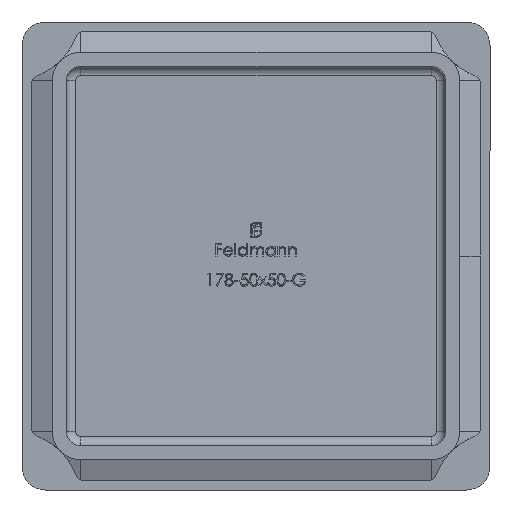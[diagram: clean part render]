
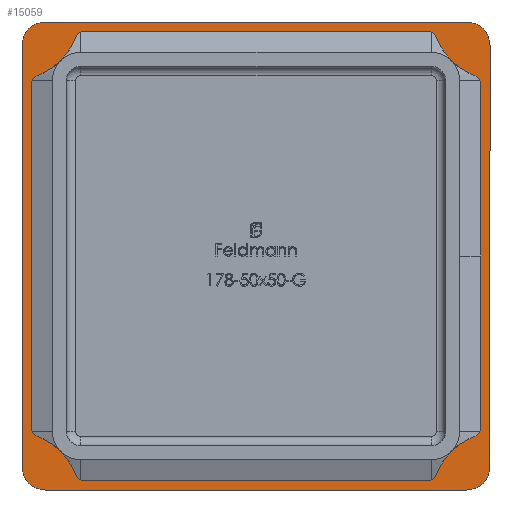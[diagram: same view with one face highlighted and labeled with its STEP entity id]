
A CAD part, front view. The second image highlights one B-rep face of the part: STEP entity #15059.
In plain terms, the highlighted planar face has unit normal (0, -1, 0).
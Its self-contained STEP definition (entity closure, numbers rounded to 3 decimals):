
#70 = CARTESIAN_POINT ( 'NONE',  ( 22.5, 0., 25. ) ) ;
#75 = EDGE_CURVE ( 'NONE', #2763, #21217, #12645, .T. ) ;
#140 = DIRECTION ( 'NONE',  ( 0., 0., -1. ) ) ;
#181 = DIRECTION ( 'NONE',  ( 0., -1., 0. ) ) ;
#294 = VERTEX_POINT ( 'NONE', #9591 ) ;
#618 = ORIENTED_EDGE ( 'NONE', *, *, #5921, .T. ) ;
#832 = CARTESIAN_POINT ( 'NONE',  ( -22.5, 0., -22.5 ) ) ;
#981 = DIRECTION ( 'NONE',  ( 0., -1., 0. ) ) ;
#1149 = CARTESIAN_POINT ( 'NONE',  ( 18.75, 0., -21.75 ) ) ;
#1197 = LINE ( 'NONE', #10752, #18415 ) ;
#1582 = VERTEX_POINT ( 'NONE', #3791 ) ;
#1614 = DIRECTION ( 'NONE',  ( 0., 0., -1. ) ) ;
#1733 = VERTEX_POINT ( 'NONE', #2682 ) ;
#1830 = DIRECTION ( 'NONE',  ( 1., 0., 0. ) ) ;
#1887 = DIRECTION ( 'NONE',  ( 0., 1., 0. ) ) ;
#1954 = DIRECTION ( 'NONE',  ( 0., 0., 1. ) ) ;
#2045 = LINE ( 'NONE', #2950, #12734 ) ;
#2052 = VERTEX_POINT ( 'NONE', #13715 ) ;
#2097 = DIRECTION ( 'NONE',  ( 0., -1., 0. ) ) ;
#2662 = CARTESIAN_POINT ( 'NONE',  ( -18.75, 0., 18.75 ) ) ;
#2682 = CARTESIAN_POINT ( 'NONE',  ( 21.75, 0., 18.75 ) ) ;
#2763 = VERTEX_POINT ( 'NONE', #11350 ) ;
#2818 = EDGE_CURVE ( 'NONE', #14929, #18340, #3358, .T. ) ;
#2854 = CIRCLE ( 'NONE', #11407, 2.5 ) ;
#2869 = CARTESIAN_POINT ( 'NONE',  ( 18.75, 0., 21.75 ) ) ;
#2881 = AXIS2_PLACEMENT_3D ( 'NONE', #9691, #16485, #9828 ) ;
#2936 = CARTESIAN_POINT ( 'NONE',  ( 21.75, 0., 18.75 ) ) ;
#2950 = CARTESIAN_POINT ( 'NONE',  ( -25., 0., -25. ) ) ;
#3041 = DIRECTION ( 'NONE',  ( -1., 0., 0. ) ) ;
#3108 = CARTESIAN_POINT ( 'NONE',  ( -22.5, 0., 22.5 ) ) ;
#3358 = LINE ( 'NONE', #13084, #18835 ) ;
#3387 = CIRCLE ( 'NONE', #2881, 3. ) ;
#3426 = VERTEX_POINT ( 'NONE', #13909 ) ;
#3715 = EDGE_LOOP ( 'NONE', ( #14913, #18649, #14672, #17634, #5959, #13757, #20193, #14318 ) ) ;
#3791 = CARTESIAN_POINT ( 'NONE',  ( 22.5, 0., -25. ) ) ;
#3908 = ORIENTED_EDGE ( 'NONE', *, *, #11049, .T. ) ;
#4019 = EDGE_CURVE ( 'NONE', #4787, #4945, #16343, .T. ) ;
#4136 = EDGE_CURVE ( 'NONE', #5835, #2052, #1197, .T. ) ;
#4219 = AXIS2_PLACEMENT_3D ( 'NONE', #8611, #7203, #13569 ) ;
#4231 = EDGE_LOOP ( 'NONE', ( #9711, #618, #20777, #7543, #7383, #13379, #13807, #3908 ) ) ;
#4787 = VERTEX_POINT ( 'NONE', #7313 ) ;
#4874 = CIRCLE ( 'NONE', #10277, 3. ) ;
#4945 = VERTEX_POINT ( 'NONE', #1149 ) ;
#5348 = PLANE ( 'NONE',  #17877 ) ;
#5575 = EDGE_CURVE ( 'NONE', #3426, #1733, #15637, .T. ) ;
#5597 = AXIS2_PLACEMENT_3D ( 'NONE', #3108, #13290, #14974 ) ;
#5640 = EDGE_CURVE ( 'NONE', #1733, #14929, #3387, .T. ) ;
#5835 = VERTEX_POINT ( 'NONE', #13106 ) ;
#5860 = CARTESIAN_POINT ( 'NONE',  ( -25., 0., 22.5 ) ) ;
#5921 = EDGE_CURVE ( 'NONE', #1582, #2052, #2854, .T. ) ;
#5950 = CARTESIAN_POINT ( 'NONE',  ( -18.75, 0., 21.75 ) ) ;
#5959 = ORIENTED_EDGE ( 'NONE', *, *, #4019, .F. ) ;
#5999 = EDGE_CURVE ( 'NONE', #1582, #13276, #2045, .T. ) ;
#6315 = CIRCLE ( 'NONE', #5597, 2.5 ) ;
#6441 = AXIS2_PLACEMENT_3D ( 'NONE', #6908, #181, #11824 ) ;
#6489 = LINE ( 'NONE', #10269, #20514 ) ;
#6692 = DIRECTION ( 'NONE',  ( 1., 0., 0. ) ) ;
#6908 = CARTESIAN_POINT ( 'NONE',  ( 22.5, 0., 22.5 ) ) ;
#6926 = EDGE_CURVE ( 'NONE', #16601, #294, #19231, .T. ) ;
#7203 = DIRECTION ( 'NONE',  ( 0., -1., 0. ) ) ;
#7313 = CARTESIAN_POINT ( 'NONE',  ( -18.75, 0., -21.75 ) ) ;
#7333 = CIRCLE ( 'NONE', #4219, 3. ) ;
#7383 = ORIENTED_EDGE ( 'NONE', *, *, #19379, .F. ) ;
#7543 = ORIENTED_EDGE ( 'NONE', *, *, #14490, .T. ) ;
#7620 = CIRCLE ( 'NONE', #6441, 2.5 ) ;
#7762 = CARTESIAN_POINT ( 'NONE',  ( 22.5, 0., -22.5 ) ) ;
#7819 = VECTOR ( 'NONE', #19669, 1000. ) ;
#8611 = CARTESIAN_POINT ( 'NONE',  ( -18.75, 0., -18.75 ) ) ;
#8966 = EDGE_CURVE ( 'NONE', #18340, #16601, #18401, .T. ) ;
#9091 = DIRECTION ( 'NONE',  ( 0., 0., 1. ) ) ;
#9406 = VERTEX_POINT ( 'NONE', #70 ) ;
#9489 = EDGE_CURVE ( 'NONE', #4945, #3426, #4874, .T. ) ;
#9591 = CARTESIAN_POINT ( 'NONE',  ( -21.75, 0., -18.75 ) ) ;
#9691 = CARTESIAN_POINT ( 'NONE',  ( 18.75, 0., 18.75 ) ) ;
#9711 = ORIENTED_EDGE ( 'NONE', *, *, #5999, .F. ) ;
#9828 = DIRECTION ( 'NONE',  ( 0., 0., 1. ) ) ;
#9920 = FACE_OUTER_BOUND ( 'NONE', #4231, .T. ) ;
#10269 = CARTESIAN_POINT ( 'NONE',  ( -25., 0., 25. ) ) ;
#10277 = AXIS2_PLACEMENT_3D ( 'NONE', #17040, #2097, #140 ) ;
#10724 = DIRECTION ( 'NONE',  ( 0., -1., 0. ) ) ;
#10752 = CARTESIAN_POINT ( 'NONE',  ( 25., 0., -25. ) ) ;
#10868 = DIRECTION ( 'NONE',  ( 0., -1., 0. ) ) ;
#11049 = EDGE_CURVE ( 'NONE', #2763, #13276, #12901, .T. ) ;
#11103 = DIRECTION ( 'NONE',  ( 0., 0., 1. ) ) ;
#11272 = FACE_BOUND ( 'NONE', #3715, .T. ) ;
#11350 = CARTESIAN_POINT ( 'NONE',  ( -25., 0., -22.5 ) ) ;
#11390 = VECTOR ( 'NONE', #6692, 1000. ) ;
#11407 = AXIS2_PLACEMENT_3D ( 'NONE', #7762, #10868, #11103 ) ;
#11626 = CARTESIAN_POINT ( 'NONE',  ( -21.75, 0., 18.75 ) ) ;
#11758 = CARTESIAN_POINT ( 'NONE',  ( -18.75, 0., -21.75 ) ) ;
#11824 = DIRECTION ( 'NONE',  ( 0., 0., 1. ) ) ;
#12551 = DIRECTION ( 'NONE',  ( 0., 0., 1. ) ) ;
#12645 = LINE ( 'NONE', #15878, #16571 ) ;
#12690 = DIRECTION ( 'NONE',  ( 0., 0., 1. ) ) ;
#12734 = VECTOR ( 'NONE', #21102, 1000. ) ;
#12901 = CIRCLE ( 'NONE', #17565, 2.5 ) ;
#13084 = CARTESIAN_POINT ( 'NONE',  ( -18.75, 0., 21.75 ) ) ;
#13106 = CARTESIAN_POINT ( 'NONE',  ( 25., 0., 22.5 ) ) ;
#13156 = DIRECTION ( 'NONE',  ( 0., 0., -1. ) ) ;
#13276 = VERTEX_POINT ( 'NONE', #18738 ) ;
#13290 = DIRECTION ( 'NONE',  ( 0., -1., 0. ) ) ;
#13379 = ORIENTED_EDGE ( 'NONE', *, *, #15251, .T. ) ;
#13496 = VECTOR ( 'NONE', #1614, 1000. ) ;
#13569 = DIRECTION ( 'NONE',  ( 0., 0., 1. ) ) ;
#13715 = CARTESIAN_POINT ( 'NONE',  ( 25., 0., -22.5 ) ) ;
#13757 = ORIENTED_EDGE ( 'NONE', *, *, #14616, .F. ) ;
#13807 = ORIENTED_EDGE ( 'NONE', *, *, #75, .F. ) ;
#13909 = CARTESIAN_POINT ( 'NONE',  ( 21.75, 0., -18.75 ) ) ;
#14318 = ORIENTED_EDGE ( 'NONE', *, *, #8966, .F. ) ;
#14490 = EDGE_CURVE ( 'NONE', #5835, #9406, #7620, .T. ) ;
#14616 = EDGE_CURVE ( 'NONE', #294, #4787, #7333, .T. ) ;
#14672 = ORIENTED_EDGE ( 'NONE', *, *, #5575, .F. ) ;
#14913 = ORIENTED_EDGE ( 'NONE', *, *, #2818, .F. ) ;
#14929 = VERTEX_POINT ( 'NONE', #2869 ) ;
#14974 = DIRECTION ( 'NONE',  ( 0., 0., 1. ) ) ;
#15059 = ADVANCED_FACE ( 'NONE', ( #11272, #9920 ), #5348, .F. ) ;
#15251 = EDGE_CURVE ( 'NONE', #20360, #21217, #6315, .T. ) ;
#15637 = LINE ( 'NONE', #2936, #7819 ) ;
#15878 = CARTESIAN_POINT ( 'NONE',  ( -25., 0., -25. ) ) ;
#16343 = LINE ( 'NONE', #11758, #11390 ) ;
#16485 = DIRECTION ( 'NONE',  ( 0., -1., 0. ) ) ;
#16571 = VECTOR ( 'NONE', #9091, 1000. ) ;
#16601 = VERTEX_POINT ( 'NONE', #11626 ) ;
#17040 = CARTESIAN_POINT ( 'NONE',  ( 18.75, 0., -18.75 ) ) ;
#17565 = AXIS2_PLACEMENT_3D ( 'NONE', #832, #10724, #12551 ) ;
#17634 = ORIENTED_EDGE ( 'NONE', *, *, #9489, .F. ) ;
#17877 = AXIS2_PLACEMENT_3D ( 'NONE', #20142, #1887, #1954 ) ;
#18340 = VERTEX_POINT ( 'NONE', #5950 ) ;
#18401 = CIRCLE ( 'NONE', #20731, 3. ) ;
#18415 = VECTOR ( 'NONE', #13156, 1000. ) ;
#18649 = ORIENTED_EDGE ( 'NONE', *, *, #5640, .F. ) ;
#18738 = CARTESIAN_POINT ( 'NONE',  ( -22.5, 0., -25. ) ) ;
#18835 = VECTOR ( 'NONE', #3041, 1000. ) ;
#19100 = CARTESIAN_POINT ( 'NONE',  ( -22.5, 0., 25. ) ) ;
#19231 = LINE ( 'NONE', #21528, #13496 ) ;
#19379 = EDGE_CURVE ( 'NONE', #20360, #9406, #6489, .T. ) ;
#19669 = DIRECTION ( 'NONE',  ( 0., 0., 1. ) ) ;
#20142 = CARTESIAN_POINT ( 'NONE',  ( 0., 0., 0. ) ) ;
#20193 = ORIENTED_EDGE ( 'NONE', *, *, #6926, .F. ) ;
#20360 = VERTEX_POINT ( 'NONE', #19100 ) ;
#20514 = VECTOR ( 'NONE', #1830, 1000. ) ;
#20731 = AXIS2_PLACEMENT_3D ( 'NONE', #2662, #981, #12690 ) ;
#20777 = ORIENTED_EDGE ( 'NONE', *, *, #4136, .F. ) ;
#21102 = DIRECTION ( 'NONE',  ( -1., 0., 0. ) ) ;
#21217 = VERTEX_POINT ( 'NONE', #5860 ) ;
#21528 = CARTESIAN_POINT ( 'NONE',  ( -21.75, 0., 18.75 ) ) ;
